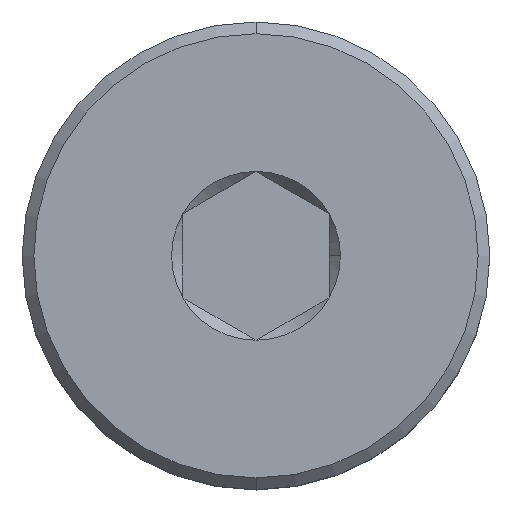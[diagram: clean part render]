
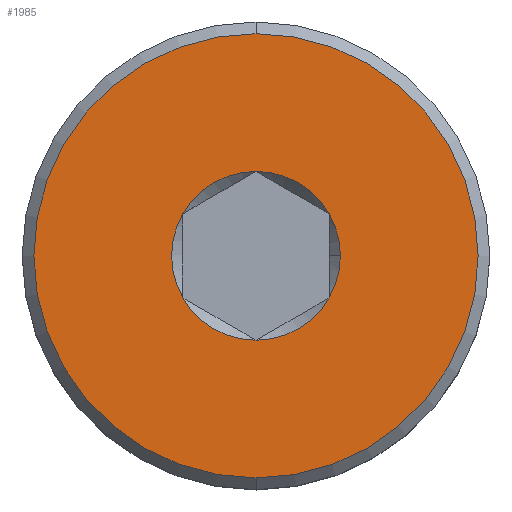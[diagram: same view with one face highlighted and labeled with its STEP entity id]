
A CAD part, top view. The second image highlights one B-rep face of the part: STEP entity #1985.
In plain terms, the highlighted planar face has unit normal (0, 0, 1).
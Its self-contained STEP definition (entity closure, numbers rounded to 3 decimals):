
#17 = DIRECTION ( 'NONE',  ( 0., 0., 1. ) ) ;
#46 = ORIENTED_EDGE ( 'NONE', *, *, #3694, .F. ) ;
#50 = EDGE_CURVE ( 'NONE', #1784, #1214, #2450, .T. ) ;
#99 = DIRECTION ( 'NONE',  ( 0., 0., 1. ) ) ;
#103 = EDGE_CURVE ( 'NONE', #441, #3262, #955, .T. ) ;
#104 = DIRECTION ( 'NONE',  ( 1., 0., 0. ) ) ;
#161 = AXIS2_PLACEMENT_3D ( 'NONE', #1658, #17, #1170 ) ;
#169 = EDGE_CURVE ( 'NONE', #1214, #1901, #449, .T. ) ;
#363 = ORIENTED_EDGE ( 'NONE', *, *, #1507, .F. ) ;
#384 = DIRECTION ( 'NONE',  ( 1., 0., 0. ) ) ;
#441 = VERTEX_POINT ( 'NONE', #2583 ) ;
#449 = CIRCLE ( 'NONE', #1535, 2.887 ) ;
#450 = VERTEX_POINT ( 'NONE', #529 ) ;
#497 = PLANE ( 'NONE',  #1325 ) ;
#520 = CARTESIAN_POINT ( 'NONE',  ( 0., 0., 55.117 ) ) ;
#522 = CARTESIAN_POINT ( 'NONE',  ( 0., 0., 55.117 ) ) ;
#529 = CARTESIAN_POINT ( 'NONE',  ( -2.5, -1.443, 55.117 ) ) ;
#536 = DIRECTION ( 'NONE',  ( 0., -1., 0. ) ) ;
#540 = CARTESIAN_POINT ( 'NONE',  ( -2.5, 1.443, 55.117 ) ) ;
#579 = AXIS2_PLACEMENT_3D ( 'NONE', #2323, #619, #2639 ) ;
#586 = CARTESIAN_POINT ( 'NONE',  ( 2.887, 0., 55.117 ) ) ;
#619 = DIRECTION ( 'NONE',  ( 0., 0., 1. ) ) ;
#764 = AXIS2_PLACEMENT_3D ( 'NONE', #1224, #2394, #104 ) ;
#819 = DIRECTION ( 'NONE',  ( 1., 0., 0. ) ) ;
#830 = VERTEX_POINT ( 'NONE', #1072 ) ;
#877 = FACE_BOUND ( 'NONE', #3275, .T. ) ;
#916 = DIRECTION ( 'NONE',  ( 0., 0., 1. ) ) ;
#955 = CIRCLE ( 'NONE', #1198, 7.6 ) ;
#959 = AXIS2_PLACEMENT_3D ( 'NONE', #1794, #99, #384 ) ;
#982 = DIRECTION ( 'NONE',  ( 0., -1., 0. ) ) ;
#1072 = CARTESIAN_POINT ( 'NONE',  ( 2.5, -1.443, 55.117 ) ) ;
#1128 = CARTESIAN_POINT ( 'NONE',  ( 0., -2.887, 55.117 ) ) ;
#1160 = CIRCLE ( 'NONE', #959, 2.887 ) ;
#1170 = DIRECTION ( 'NONE',  ( 1., 0., 0. ) ) ;
#1188 = FACE_OUTER_BOUND ( 'NONE', #3651, .T. ) ;
#1198 = AXIS2_PLACEMENT_3D ( 'NONE', #2118, #3501, #982 ) ;
#1205 = VERTEX_POINT ( 'NONE', #1128 ) ;
#1214 = VERTEX_POINT ( 'NONE', #2244 ) ;
#1224 = CARTESIAN_POINT ( 'NONE',  ( 0., 0., 55.117 ) ) ;
#1262 = ORIENTED_EDGE ( 'NONE', *, *, #3289, .T. ) ;
#1310 = AXIS2_PLACEMENT_3D ( 'NONE', #522, #2249, #819 ) ;
#1325 = AXIS2_PLACEMENT_3D ( 'NONE', #520, #1388, #3658 ) ;
#1331 = DIRECTION ( 'NONE',  ( 0., 0., 1. ) ) ;
#1388 = DIRECTION ( 'NONE',  ( 0., 0., -1. ) ) ;
#1507 = EDGE_CURVE ( 'NONE', #830, #1784, #2846, .T. ) ;
#1535 = AXIS2_PLACEMENT_3D ( 'NONE', #2023, #916, #2271 ) ;
#1658 = CARTESIAN_POINT ( 'NONE',  ( 0., 0., 55.117 ) ) ;
#1688 = DIRECTION ( 'NONE',  ( 0., 0., 1. ) ) ;
#1718 = AXIS2_PLACEMENT_3D ( 'NONE', #2772, #1331, #1925 ) ;
#1784 = VERTEX_POINT ( 'NONE', #586 ) ;
#1794 = CARTESIAN_POINT ( 'NONE',  ( 0., 0., 55.117 ) ) ;
#1901 = VERTEX_POINT ( 'NONE', #3297 ) ;
#1921 = CIRCLE ( 'NONE', #1310, 2.887 ) ;
#1925 = DIRECTION ( 'NONE',  ( 1., 0., 0. ) ) ;
#1931 = CARTESIAN_POINT ( 'NONE',  ( 0., 0., 55.117 ) ) ;
#1941 = CARTESIAN_POINT ( 'NONE',  ( 0., 7.6, 55.117 ) ) ;
#1985 = ADVANCED_FACE ( 'NONE', ( #877, #1188 ), #497, .F. ) ;
#2015 = ORIENTED_EDGE ( 'NONE', *, *, #50, .F. ) ;
#2023 = CARTESIAN_POINT ( 'NONE',  ( 0., 0., 55.117 ) ) ;
#2080 = CIRCLE ( 'NONE', #3111, 7.6 ) ;
#2118 = CARTESIAN_POINT ( 'NONE',  ( 0., 0., 55.117 ) ) ;
#2127 = ORIENTED_EDGE ( 'NONE', *, *, #103, .T. ) ;
#2176 = ORIENTED_EDGE ( 'NONE', *, *, #169, .F. ) ;
#2244 = CARTESIAN_POINT ( 'NONE',  ( 2.5, 1.443, 55.117 ) ) ;
#2249 = DIRECTION ( 'NONE',  ( 0., 0., 1. ) ) ;
#2271 = DIRECTION ( 'NONE',  ( 1., 0., 0. ) ) ;
#2323 = CARTESIAN_POINT ( 'NONE',  ( 0., 0., 55.117 ) ) ;
#2394 = DIRECTION ( 'NONE',  ( 0., 0., 1. ) ) ;
#2450 = CIRCLE ( 'NONE', #764, 2.887 ) ;
#2583 = CARTESIAN_POINT ( 'NONE',  ( 0., -7.6, 55.117 ) ) ;
#2639 = DIRECTION ( 'NONE',  ( 1., 0., 0. ) ) ;
#2746 = VERTEX_POINT ( 'NONE', #540 ) ;
#2772 = CARTESIAN_POINT ( 'NONE',  ( 0., 0., 55.117 ) ) ;
#2842 = EDGE_CURVE ( 'NONE', #2746, #450, #3572, .T. ) ;
#2846 = CIRCLE ( 'NONE', #1718, 2.887 ) ;
#2912 = ORIENTED_EDGE ( 'NONE', *, *, #3538, .F. ) ;
#3111 = AXIS2_PLACEMENT_3D ( 'NONE', #1931, #1688, #536 ) ;
#3179 = ORIENTED_EDGE ( 'NONE', *, *, #2842, .F. ) ;
#3220 = EDGE_CURVE ( 'NONE', #1901, #2746, #1921, .T. ) ;
#3262 = VERTEX_POINT ( 'NONE', #1941 ) ;
#3275 = EDGE_LOOP ( 'NONE', ( #3320, #2176, #2015, #363, #2912, #46, #3179 ) ) ;
#3289 = EDGE_CURVE ( 'NONE', #3262, #441, #2080, .T. ) ;
#3297 = CARTESIAN_POINT ( 'NONE',  ( 0., 2.887, 55.117 ) ) ;
#3320 = ORIENTED_EDGE ( 'NONE', *, *, #3220, .F. ) ;
#3352 = CIRCLE ( 'NONE', #579, 2.887 ) ;
#3501 = DIRECTION ( 'NONE',  ( 0., 0., 1. ) ) ;
#3538 = EDGE_CURVE ( 'NONE', #1205, #830, #1160, .T. ) ;
#3572 = CIRCLE ( 'NONE', #161, 2.887 ) ;
#3651 = EDGE_LOOP ( 'NONE', ( #1262, #2127 ) ) ;
#3658 = DIRECTION ( 'NONE',  ( 0., 1., 0. ) ) ;
#3694 = EDGE_CURVE ( 'NONE', #450, #1205, #3352, .T. ) ;
